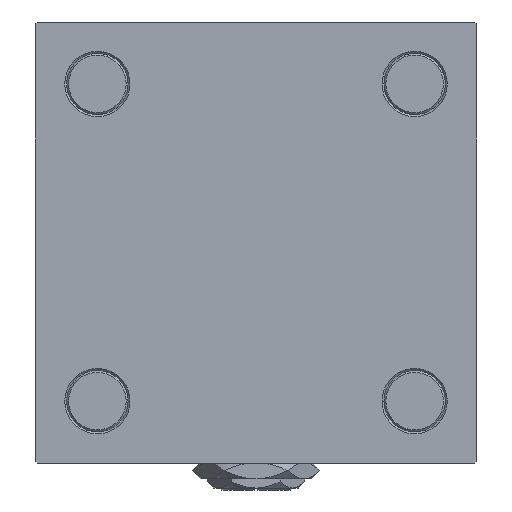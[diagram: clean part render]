
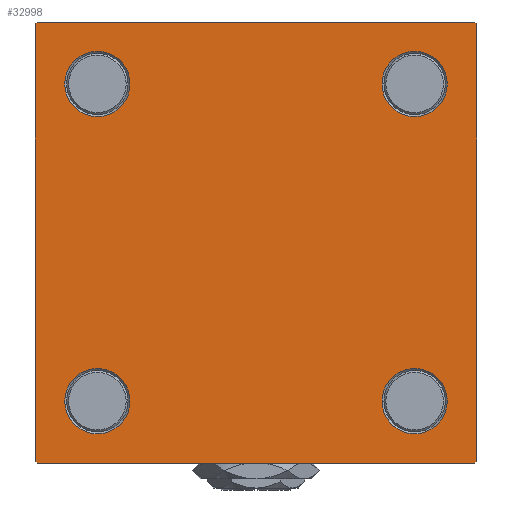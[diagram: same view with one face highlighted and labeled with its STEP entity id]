
A CAD part, left-side view. The second image highlights one B-rep face of the part: STEP entity #32998.
In plain terms, the highlighted planar face has unit normal (-1, 0, 0).
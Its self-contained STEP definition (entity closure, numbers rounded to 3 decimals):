
#49 = AXIS2_PLACEMENT_3D ( 'NONE', #22712, #23266, #30638 ) ;
#442 = CIRCLE ( 'NONE', #4787, 8.5 ) ;
#1646 = VERTEX_POINT ( 'NONE', #13178 ) ;
#1819 = VECTOR ( 'NONE', #5484, 1000. ) ;
#2089 = DIRECTION ( 'NONE',  ( -1., 0., 0. ) ) ;
#2223 = DIRECTION ( 'NONE',  ( 0., 0.707, -0.707 ) ) ;
#2971 = ORIENTED_EDGE ( 'NONE', *, *, #31442, .T. ) ;
#3383 = EDGE_CURVE ( 'NONE', #40419, #29008, #27074, .T. ) ;
#4617 = VERTEX_POINT ( 'NONE', #37620 ) ;
#4787 = AXIS2_PLACEMENT_3D ( 'NONE', #11529, #33362, #29003 ) ;
#5484 = DIRECTION ( 'NONE',  ( 0., -0.707, 0.707 ) ) ;
#5533 = CARTESIAN_POINT ( 'NONE',  ( 0., 41.35, -41.35 ) ) ;
#5751 = CARTESIAN_POINT ( 'NONE',  ( 0., 57.25, 57.25 ) ) ;
#6159 = PLANE ( 'NONE',  #24902 ) ;
#6318 = CIRCLE ( 'NONE', #15894, 8.5 ) ;
#7435 = CARTESIAN_POINT ( 'NONE',  ( 0., -41.35, 41.35 ) ) ;
#7579 = CARTESIAN_POINT ( 'NONE',  ( 0., -41.35, -49.85 ) ) ;
#7594 = LINE ( 'NONE', #49590, #50764 ) ;
#7909 = CARTESIAN_POINT ( 'NONE',  ( 0., -57., 57.5 ) ) ;
#7925 = ORIENTED_EDGE ( 'NONE', *, *, #13402, .T. ) ;
#8231 = VERTEX_POINT ( 'NONE', #26617 ) ;
#8508 = CARTESIAN_POINT ( 'NONE',  ( 0., 57.25, -57.25 ) ) ;
#8645 = CARTESIAN_POINT ( 'NONE',  ( 0., 57., -57.5 ) ) ;
#9050 = VECTOR ( 'NONE', #43688, 1000. ) ;
#10200 = CARTESIAN_POINT ( 'NONE',  ( 0., -41.35, -41.35 ) ) ;
#11142 = CIRCLE ( 'NONE', #12892, 8.5 ) ;
#11268 = DIRECTION ( 'NONE',  ( 0., -1., 0. ) ) ;
#11529 = CARTESIAN_POINT ( 'NONE',  ( 0., -41.35, 41.35 ) ) ;
#11637 = ORIENTED_EDGE ( 'NONE', *, *, #51231, .T. ) ;
#12014 = DIRECTION ( 'NONE',  ( 1., 0., 0. ) ) ;
#12892 = AXIS2_PLACEMENT_3D ( 'NONE', #5533, #38564, #43462 ) ;
#13178 = CARTESIAN_POINT ( 'NONE',  ( 0., 57.5, 57. ) ) ;
#13227 = DIRECTION ( 'NONE',  ( 0., -1., 0. ) ) ;
#13402 = EDGE_CURVE ( 'NONE', #8231, #14091, #45882, .T. ) ;
#13624 = EDGE_LOOP ( 'NONE', ( #11637, #7925, #49364, #36600, #49288, #19005, #52834, #37538 ) ) ;
#14030 = VERTEX_POINT ( 'NONE', #7579 ) ;
#14091 = VERTEX_POINT ( 'NONE', #8645 ) ;
#14596 = CARTESIAN_POINT ( 'NONE',  ( 0., -41.35, -41.35 ) ) ;
#14627 = DIRECTION ( 'NONE',  ( 0., 0., 1. ) ) ;
#14892 = FACE_BOUND ( 'NONE', #26744, .T. ) ;
#15769 = DIRECTION ( 'NONE',  ( 0., 0.707, 0.707 ) ) ;
#15890 = DIRECTION ( 'NONE',  ( 0., 0., -1. ) ) ;
#15894 = AXIS2_PLACEMENT_3D ( 'NONE', #36843, #12014, #28668 ) ;
#16076 = EDGE_CURVE ( 'NONE', #21629, #17263, #30952, .T. ) ;
#16497 = CARTESIAN_POINT ( 'NONE',  ( 0., -41.35, 32.85 ) ) ;
#16829 = VECTOR ( 'NONE', #13227, 1000. ) ;
#17263 = VERTEX_POINT ( 'NONE', #7909 ) ;
#18827 = EDGE_CURVE ( 'NONE', #44031, #31579, #23565, .T. ) ;
#19005 = ORIENTED_EDGE ( 'NONE', *, *, #52881, .T. ) ;
#19267 = CARTESIAN_POINT ( 'NONE',  ( 0., 57., 57.5 ) ) ;
#19443 = AXIS2_PLACEMENT_3D ( 'NONE', #14596, #48398, #23068 ) ;
#20798 = VERTEX_POINT ( 'NONE', #16497 ) ;
#21607 = EDGE_LOOP ( 'NONE', ( #22776, #51814 ) ) ;
#21629 = VERTEX_POINT ( 'NONE', #19267 ) ;
#22070 = EDGE_CURVE ( 'NONE', #30968, #29008, #42859, .T. ) ;
#22712 = CARTESIAN_POINT ( 'NONE',  ( 0., 41.35, 41.35 ) ) ;
#22776 = ORIENTED_EDGE ( 'NONE', *, *, #18827, .T. ) ;
#23068 = DIRECTION ( 'NONE',  ( 0., 0., 1. ) ) ;
#23266 = DIRECTION ( 'NONE',  ( 1., 0., 0. ) ) ;
#23565 = CIRCLE ( 'NONE', #49, 8.5 ) ;
#24902 = AXIS2_PLACEMENT_3D ( 'NONE', #39448, #2089, #14627 ) ;
#25414 = ORIENTED_EDGE ( 'NONE', *, *, #48249, .T. ) ;
#25993 = CARTESIAN_POINT ( 'NONE',  ( 0., -57.5, 57.5 ) ) ;
#26425 = CIRCLE ( 'NONE', #46450, 8.5 ) ;
#26617 = CARTESIAN_POINT ( 'NONE',  ( 0., 57.5, -57. ) ) ;
#26744 = EDGE_LOOP ( 'NONE', ( #2971, #25414 ) ) ;
#26923 = FACE_BOUND ( 'NONE', #43813, .T. ) ;
#27057 = EDGE_CURVE ( 'NONE', #51310, #14030, #44706, .T. ) ;
#27074 = LINE ( 'NONE', #25993, #9050 ) ;
#27989 = CARTESIAN_POINT ( 'NONE',  ( 0., -57., -57.5 ) ) ;
#28668 = DIRECTION ( 'NONE',  ( 0., 0., 1. ) ) ;
#28761 = CARTESIAN_POINT ( 'NONE',  ( 0., 41.35, 49.85 ) ) ;
#28853 = VERTEX_POINT ( 'NONE', #38333 ) ;
#28969 = VECTOR ( 'NONE', #15890, 1000. ) ;
#29003 = DIRECTION ( 'NONE',  ( 0., 0., 1. ) ) ;
#29008 = VERTEX_POINT ( 'NONE', #49476 ) ;
#29367 = LINE ( 'NONE', #34248, #16829 ) ;
#29873 = VERTEX_POINT ( 'NONE', #45737 ) ;
#29887 = DIRECTION ( 'NONE',  ( 1., 0., 0. ) ) ;
#30471 = FACE_OUTER_BOUND ( 'NONE', #13624, .T. ) ;
#30638 = DIRECTION ( 'NONE',  ( 0., 0., 1. ) ) ;
#30952 = LINE ( 'NONE', #48360, #52982 ) ;
#30968 = VERTEX_POINT ( 'NONE', #27989 ) ;
#31364 = CARTESIAN_POINT ( 'NONE',  ( 0., -41.35, -32.85 ) ) ;
#31442 = EDGE_CURVE ( 'NONE', #29873, #20798, #442, .T. ) ;
#31579 = VERTEX_POINT ( 'NONE', #49335 ) ;
#32998 = ADVANCED_FACE ( 'NONE', ( #14892, #26923, #39991, #43532, #30471 ), #6159, .T. ) ;
#33362 = DIRECTION ( 'NONE',  ( 1., 0., 0. ) ) ;
#33885 = EDGE_CURVE ( 'NONE', #14030, #51310, #52769, .T. ) ;
#34248 = CARTESIAN_POINT ( 'NONE',  ( 0., 57.5, -57.5 ) ) ;
#34526 = DIRECTION ( 'NONE',  ( 0., 0., 1. ) ) ;
#35596 = DIRECTION ( 'NONE',  ( 1., 0., 0. ) ) ;
#35919 = EDGE_LOOP ( 'NONE', ( #42206, #50972 ) ) ;
#36600 = ORIENTED_EDGE ( 'NONE', *, *, #22070, .T. ) ;
#36843 = CARTESIAN_POINT ( 'NONE',  ( 0., 41.35, -41.35 ) ) ;
#37538 = ORIENTED_EDGE ( 'NONE', *, *, #48455, .T. ) ;
#37620 = CARTESIAN_POINT ( 'NONE',  ( 0., 41.35, -49.85 ) ) ;
#38070 = CARTESIAN_POINT ( 'NONE',  ( 0., 41.35, 41.35 ) ) ;
#38333 = CARTESIAN_POINT ( 'NONE',  ( 0., 41.35, -32.85 ) ) ;
#38564 = DIRECTION ( 'NONE',  ( 1., 0., 0. ) ) ;
#39448 = CARTESIAN_POINT ( 'NONE',  ( 0., 0., 0. ) ) ;
#39582 = LINE ( 'NONE', #5751, #49025 ) ;
#39694 = AXIS2_PLACEMENT_3D ( 'NONE', #10200, #35596, #51662 ) ;
#39991 = FACE_BOUND ( 'NONE', #35919, .T. ) ;
#40318 = CIRCLE ( 'NONE', #51603, 8.5 ) ;
#40419 = VERTEX_POINT ( 'NONE', #50420 ) ;
#41260 = EDGE_CURVE ( 'NONE', #28853, #4617, #11142, .T. ) ;
#41261 = CARTESIAN_POINT ( 'NONE',  ( 0., 57.5, 57.5 ) ) ;
#42206 = ORIENTED_EDGE ( 'NONE', *, *, #41260, .T. ) ;
#42859 = LINE ( 'NONE', #49976, #1819 ) ;
#43462 = DIRECTION ( 'NONE',  ( 0., 0., 1. ) ) ;
#43532 = FACE_BOUND ( 'NONE', #21607, .T. ) ;
#43688 = DIRECTION ( 'NONE',  ( 0., 0., -1. ) ) ;
#43813 = EDGE_LOOP ( 'NONE', ( #50775, #46764 ) ) ;
#44031 = VERTEX_POINT ( 'NONE', #28761 ) ;
#44706 = CIRCLE ( 'NONE', #19443, 8.5 ) ;
#45343 = DIRECTION ( 'NONE',  ( 0., 0., 1. ) ) ;
#45621 = LINE ( 'NONE', #41261, #28969 ) ;
#45737 = CARTESIAN_POINT ( 'NONE',  ( 0., -41.35, 49.85 ) ) ;
#45882 = LINE ( 'NONE', #8508, #49351 ) ;
#46398 = DIRECTION ( 'NONE',  ( 0., -0.707, -0.707 ) ) ;
#46450 = AXIS2_PLACEMENT_3D ( 'NONE', #38070, #29887, #34526 ) ;
#46764 = ORIENTED_EDGE ( 'NONE', *, *, #33885, .T. ) ;
#47824 = EDGE_CURVE ( 'NONE', #4617, #28853, #6318, .T. ) ;
#48249 = EDGE_CURVE ( 'NONE', #20798, #29873, #40318, .T. ) ;
#48360 = CARTESIAN_POINT ( 'NONE',  ( 0., 57.5, 57.5 ) ) ;
#48398 = DIRECTION ( 'NONE',  ( 1., 0., 0. ) ) ;
#48455 = EDGE_CURVE ( 'NONE', #21629, #1646, #39582, .T. ) ;
#49025 = VECTOR ( 'NONE', #2223, 1000. ) ;
#49288 = ORIENTED_EDGE ( 'NONE', *, *, #3383, .F. ) ;
#49335 = CARTESIAN_POINT ( 'NONE',  ( 0., 41.35, 32.85 ) ) ;
#49351 = VECTOR ( 'NONE', #46398, 1000. ) ;
#49364 = ORIENTED_EDGE ( 'NONE', *, *, #53401, .T. ) ;
#49476 = CARTESIAN_POINT ( 'NONE',  ( 0., -57.5, -57. ) ) ;
#49590 = CARTESIAN_POINT ( 'NONE',  ( 0., -57.25, 57.25 ) ) ;
#49976 = CARTESIAN_POINT ( 'NONE',  ( 0., -57.25, -57.25 ) ) ;
#50420 = CARTESIAN_POINT ( 'NONE',  ( 0., -57.5, 57. ) ) ;
#50764 = VECTOR ( 'NONE', #15769, 1000. ) ;
#50775 = ORIENTED_EDGE ( 'NONE', *, *, #27057, .T. ) ;
#50972 = ORIENTED_EDGE ( 'NONE', *, *, #47824, .T. ) ;
#51231 = EDGE_CURVE ( 'NONE', #1646, #8231, #45621, .T. ) ;
#51310 = VERTEX_POINT ( 'NONE', #31364 ) ;
#51603 = AXIS2_PLACEMENT_3D ( 'NONE', #7435, #53534, #45343 ) ;
#51662 = DIRECTION ( 'NONE',  ( 0., 0., 1. ) ) ;
#51814 = ORIENTED_EDGE ( 'NONE', *, *, #53423, .T. ) ;
#52769 = CIRCLE ( 'NONE', #39694, 8.5 ) ;
#52834 = ORIENTED_EDGE ( 'NONE', *, *, #16076, .F. ) ;
#52881 = EDGE_CURVE ( 'NONE', #40419, #17263, #7594, .T. ) ;
#52982 = VECTOR ( 'NONE', #11268, 1000. ) ;
#53401 = EDGE_CURVE ( 'NONE', #14091, #30968, #29367, .T. ) ;
#53423 = EDGE_CURVE ( 'NONE', #31579, #44031, #26425, .T. ) ;
#53534 = DIRECTION ( 'NONE',  ( 1., 0., 0. ) ) ;
